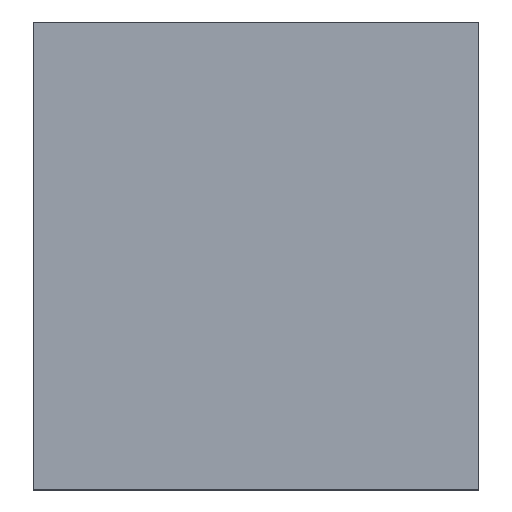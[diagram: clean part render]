
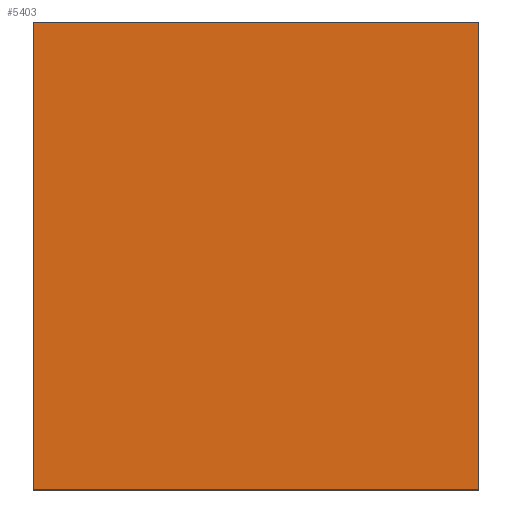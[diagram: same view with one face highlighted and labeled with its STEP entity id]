
A CAD part, top view. The second image highlights one B-rep face of the part: STEP entity #5403.
In plain terms, the highlighted planar face has unit normal (0, 0, 1).
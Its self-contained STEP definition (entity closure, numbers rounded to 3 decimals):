
#146 = CARTESIAN_POINT ( 'NONE',  ( 0., 232., 0. ) ) ;
#468 = CARTESIAN_POINT ( 'NONE',  ( 221., 232., 0. ) ) ;
#501 = ORIENTED_EDGE ( 'NONE', *, *, #5005, .F. ) ;
#741 = FACE_OUTER_BOUND ( 'NONE', #837, .T. ) ;
#816 = ORIENTED_EDGE ( 'NONE', *, *, #4347, .F. ) ;
#837 = EDGE_LOOP ( 'NONE', ( #3498, #501, #816, #3828 ) ) ;
#854 = CARTESIAN_POINT ( 'NONE',  ( 221., 0., 0. ) ) ;
#1022 = VERTEX_POINT ( 'NONE', #468 ) ;
#1178 = VECTOR ( 'NONE', #1310, 1000. ) ;
#1310 = DIRECTION ( 'NONE',  ( 0., -1., 0. ) ) ;
#1337 = CARTESIAN_POINT ( 'NONE',  ( 221., 232., 0. ) ) ;
#1470 = DIRECTION ( 'NONE',  ( 1., 0., 0. ) ) ;
#1582 = DIRECTION ( 'NONE',  ( -1., 0., 0. ) ) ;
#2111 = VERTEX_POINT ( 'NONE', #3549 ) ;
#2146 = LINE ( 'NONE', #3493, #4736 ) ;
#2160 = LINE ( 'NONE', #146, #2937 ) ;
#2411 = DIRECTION ( 'NONE',  ( 0., 0., -1. ) ) ;
#2937 = VECTOR ( 'NONE', #3829, 1000. ) ;
#2995 = VERTEX_POINT ( 'NONE', #854 ) ;
#3089 = DIRECTION ( 'NONE',  ( 1., 0., 0. ) ) ;
#3120 = AXIS2_PLACEMENT_3D ( 'NONE', #3339, #2411, #1582 ) ;
#3339 = CARTESIAN_POINT ( 'NONE',  ( 0., 232., 0. ) ) ;
#3428 = LINE ( 'NONE', #1337, #1178 ) ;
#3493 = CARTESIAN_POINT ( 'NONE',  ( 0., 232., 0. ) ) ;
#3498 = ORIENTED_EDGE ( 'NONE', *, *, #3574, .T. ) ;
#3549 = CARTESIAN_POINT ( 'NONE',  ( 0., 0., 0. ) ) ;
#3574 = EDGE_CURVE ( 'NONE', #2111, #2995, #5196, .T. ) ;
#3828 = ORIENTED_EDGE ( 'NONE', *, *, #5150, .T. ) ;
#3829 = DIRECTION ( 'NONE',  ( 0., -1., 0. ) ) ;
#4347 = EDGE_CURVE ( 'NONE', #5364, #1022, #2146, .T. ) ;
#4490 = CARTESIAN_POINT ( 'NONE',  ( 0., 232., 0. ) ) ;
#4736 = VECTOR ( 'NONE', #3089, 1000. ) ;
#4791 = CARTESIAN_POINT ( 'NONE',  ( 0., 0., 0. ) ) ;
#5005 = EDGE_CURVE ( 'NONE', #1022, #2995, #3428, .T. ) ;
#5150 = EDGE_CURVE ( 'NONE', #5364, #2111, #2160, .T. ) ;
#5156 = VECTOR ( 'NONE', #1470, 1000. ) ;
#5196 = LINE ( 'NONE', #4791, #5156 ) ;
#5299 = PLANE ( 'NONE',  #3120 ) ;
#5364 = VERTEX_POINT ( 'NONE', #4490 ) ;
#5403 = ADVANCED_FACE ( 'NONE', ( #741 ), #5299, .F. ) ;
